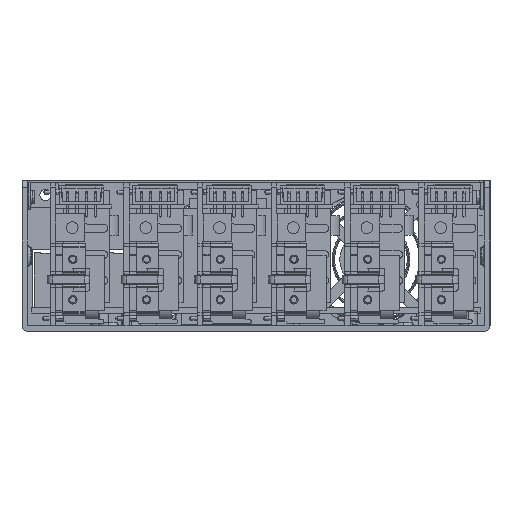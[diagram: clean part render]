
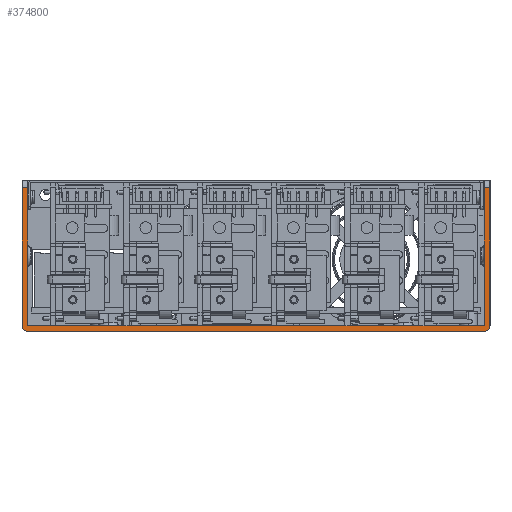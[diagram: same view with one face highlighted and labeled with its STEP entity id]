
A CAD part, left-side view. The second image highlights one B-rep face of the part: STEP entity #374800.
In plain terms, the highlighted planar face has unit normal (-1, 0, 0).
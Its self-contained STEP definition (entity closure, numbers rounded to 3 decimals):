
#275130=CARTESIAN_POINT('',(-1395.212,-207.738,0.));
#275140=VERTEX_POINT('',#275130);
#275170=CARTESIAN_POINT('',(-1395.212,-207.738,1.7));
#275180=DIRECTION('',(-1.,0.,0.));
#275190=DIRECTION('',(0.,0.,-1.));
#275200=AXIS2_PLACEMENT_3D('',#275170,#275180,#275190);
#275210=CIRCLE('',#275200,1.7);
#275220=CARTESIAN_POINT('',(-1395.212,-209.438,1.7));
#275230=VERTEX_POINT('',#275220);
#275240=EDGE_CURVE('',#275140,#275230,#275210,.T.);
#280910=CARTESIAN_POINT('',(-1395.212,-84.138,0.));
#280920=VERTEX_POINT('',#280910);
#280950=CARTESIAN_POINT('',(-1395.212,-84.188,0.));
#280960=DIRECTION('',(0.,-1.,0.));
#280970=VECTOR('',#280960,1.);
#280980=LINE('',#280950,#280970);
#280990=EDGE_CURVE('',#280920,#275140,#280980,.T.);
#281200=CARTESIAN_POINT('',(-1395.212,-84.138,1.7));
#281210=DIRECTION('',(-1.,0.,0.));
#281220=DIRECTION('',(0.,-1.,0.));
#281230=AXIS2_PLACEMENT_3D('',#281200,#281210,#281220);
#281240=CIRCLE('',#281230,1.7);
#281250=CARTESIAN_POINT('',(-1395.212,-82.438,1.7));
#281260=VERTEX_POINT('',#281250);
#281270=EDGE_CURVE('',#281260,#280920,#281240,.T.);
#302350=CARTESIAN_POINT('',(-1395.212,-82.438,39.));
#302360=VERTEX_POINT('',#302350);
#302390=CARTESIAN_POINT('',(-1395.212,-82.438,
3.054));
#302400=DIRECTION('',(0.,0.,-1.));
#302410=VECTOR('',#302400,1.);
#302420=LINE('',#302390,#302410);
#302430=EDGE_CURVE('',#302360,#281260,#302420,.T.);
#316230=CARTESIAN_POINT('',(-1395.212,-207.738,1.6));
#316240=VERTEX_POINT('',#316230);
#316270=CARTESIAN_POINT('',(-1395.212,-84.188,1.6));
#316280=DIRECTION('',(0.,-1.,0.));
#316290=VECTOR('',#316280,1.);
#316300=LINE('',#316270,#316290);
#316310=CARTESIAN_POINT('',(-1395.212,-84.138,1.6));
#316320=VERTEX_POINT('',#316310);
#316330=EDGE_CURVE('',#316320,#316240,#316300,.T.);
#316850=CARTESIAN_POINT('',(-1395.212,-207.838,1.7));
#316860=VERTEX_POINT('',#316850);
#316890=CARTESIAN_POINT('',(-1395.212,-207.738,1.7));
#316900=DIRECTION('',(-1.,0.,0.));
#316910=DIRECTION('',(0.,0.,-1.));
#316920=AXIS2_PLACEMENT_3D('',#316890,#316900,#316910);
#316930=CIRCLE('',#316920,0.1);
#316940=EDGE_CURVE('',#316240,#316860,#316930,.T.);
#319240=CARTESIAN_POINT('',(-1395.212,-207.838,39.));
#319250=VERTEX_POINT('',#319240);
#319280=CARTESIAN_POINT('',(-1395.212,-207.838,
-122.196));
#319290=DIRECTION('',(0.,0.,1.));
#319300=VECTOR('',#319290,1.);
#319310=LINE('',#319280,#319300);
#319320=EDGE_CURVE('',#316860,#319250,#319310,.T.);
#324560=CARTESIAN_POINT('',(-1395.212,-84.038,1.7));
#324570=VERTEX_POINT('',#324560);
#324600=CARTESIAN_POINT('',(-1395.212,-84.038,
3.054));
#324610=DIRECTION('',(0.,0.,-1.));
#324620=VECTOR('',#324610,1.);
#324630=LINE('',#324600,#324620);
#324640=CARTESIAN_POINT('',(-1395.212,-84.038,39.));
#324650=VERTEX_POINT('',#324640);
#324660=EDGE_CURVE('',#324650,#324570,#324630,.T.);
#327770=CARTESIAN_POINT('',(-1395.212,-84.138,1.7));
#327780=DIRECTION('',(1.,0.,0.));
#327790=DIRECTION('',(0.,1.,0.));
#327800=AXIS2_PLACEMENT_3D('',#327770,#327780,#327790);
#327810=CIRCLE('',#327800,0.1);
#327820=EDGE_CURVE('',#316320,#324570,#327810,.T.);
#374440=CARTESIAN_POINT('',(-1395.212,-209.438,
-122.196));
#374450=DIRECTION('',(1.,-0.,0.));
#374460=DIRECTION('',(0.,0.,-1.));
#374470=AXIS2_PLACEMENT_3D('',#374440,#374450,#374460);
#374480=PLANE('',#374470);
#374490=ORIENTED_EDGE('',*,*,#324660,.F.);
#374500=ORIENTED_EDGE('',*,*,#327820,.T.);
#374510=ORIENTED_EDGE('',*,*,#316330,.F.);
#374520=ORIENTED_EDGE('',*,*,#316940,.F.);
#374530=ORIENTED_EDGE('',*,*,#319320,.F.);
#374540=CARTESIAN_POINT('',(-1395.212,-145.963,39.));
#374550=DIRECTION('',(0.,1.,0.));
#374560=VECTOR('',#374550,1.);
#374570=LINE('',#374540,#374560);
#374580=CARTESIAN_POINT('',(-1395.212,-209.438,39.));
#374590=VERTEX_POINT('',#374580);
#374600=EDGE_CURVE('',#374590,#319250,#374570,.T.);
#374610=ORIENTED_EDGE('',*,*,#374600,.T.);
#374620=CARTESIAN_POINT('',(-1395.212,-209.438,
-122.196));
#374630=DIRECTION('',(0.,0.,1.));
#374640=VECTOR('',#374630,1.);
#374650=LINE('',#374620,#374640);
#374660=EDGE_CURVE('',#275230,#374590,#374650,.T.);
#374670=ORIENTED_EDGE('',*,*,#374660,.T.);
#374680=ORIENTED_EDGE('',*,*,#275240,.T.);
#374690=ORIENTED_EDGE('',*,*,#280990,.T.);
#374700=ORIENTED_EDGE('',*,*,#281270,.T.);
#374710=ORIENTED_EDGE('',*,*,#302430,.T.);
#374720=CARTESIAN_POINT('',(-1395.212,-145.963,39.));
#374730=DIRECTION('',(0.,-1.,0.));
#374740=VECTOR('',#374730,1.);
#374750=LINE('',#374720,#374740);
#374760=EDGE_CURVE('',#302360,#324650,#374750,.T.);
#374770=ORIENTED_EDGE('',*,*,#374760,.F.);
#374780=EDGE_LOOP('',(#374770,#374710,#374700,#374690,#374680,#374670,
#374610,#374530,#374520,#374510,#374500,#374490));
#374790=FACE_OUTER_BOUND('',#374780,.T.);
#374800=ADVANCED_FACE('',(#374790),#374480,.F.);
